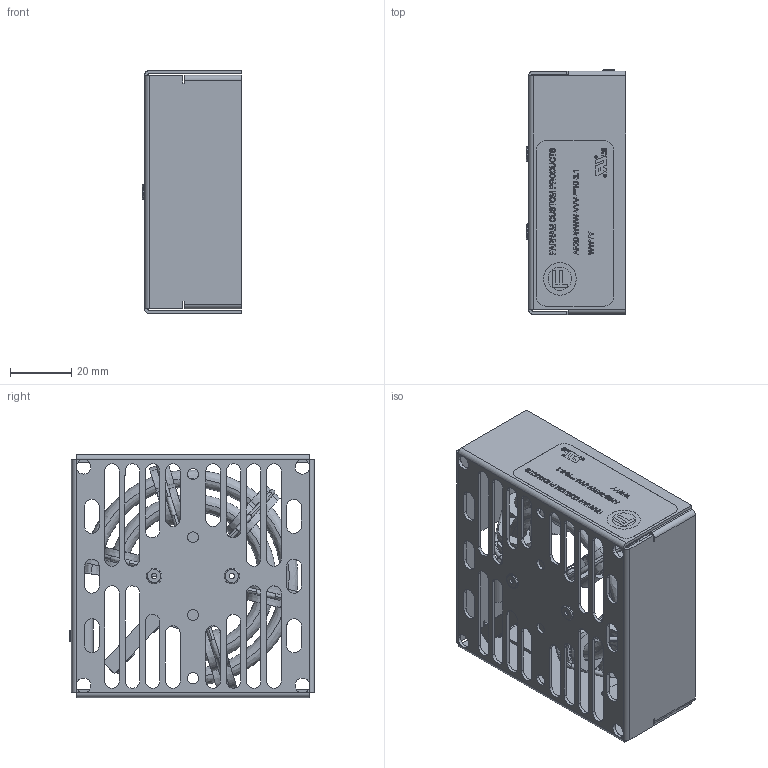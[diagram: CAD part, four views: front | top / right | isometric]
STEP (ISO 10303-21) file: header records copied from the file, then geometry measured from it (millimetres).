
FILE_DESCRIPTION (( 'STEP AP203' ), '1' );
FILE_NAME ('AF20-3.1_AUG2017 203.STEP', '2017-08-30T19:40:14', ( '' ), ( '' ), 'SwSTEP 2.0', 'SolidWorks 2017', '' );
FILE_SCHEMA (( 'CONFIG_CONTROL_DESIGN' ));
Products named in the file (1): AF20-3.1_AUG2017 203
Bounding box: 32.54 x 80.01 x 79.42 mm (x, y, z)
Volume: 30860 mm3; surface area: 55649.5 mm2
Topology: 106 solids, 106 shells, 1723 faces, 4406 edges, 2906 vertices
Faces by surface type: plane 863, cylinder 397, bspline 359, cone 104
Entity records: 60438 total; most frequent: CARTESIAN_POINT 19786, ORIENTED_EDGE 8780, DIRECTION 7574, EDGE_CURVE 4390, VERTEX_POINT 2906, VECTOR 2564, LINE 2564, AXIS2_PLACEMENT_3D 2505
